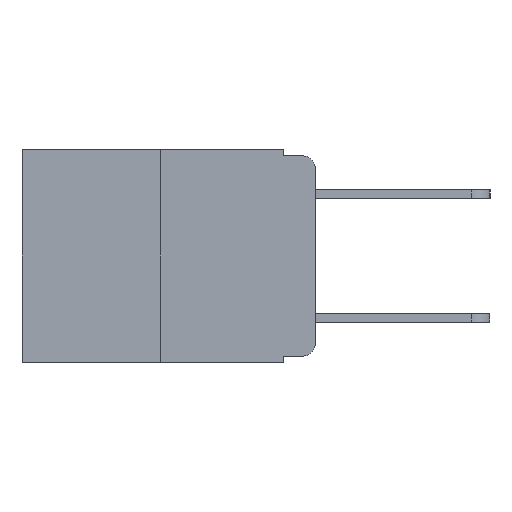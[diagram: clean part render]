
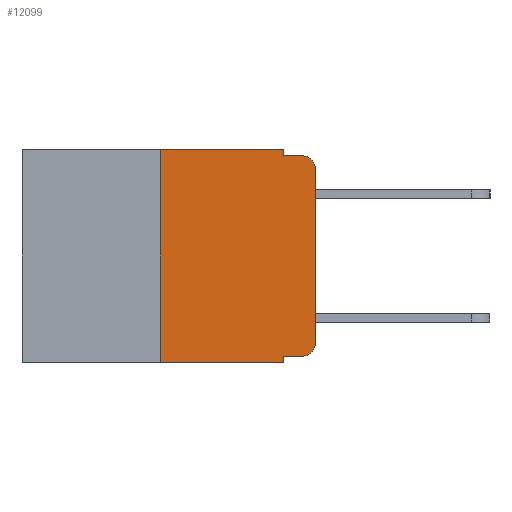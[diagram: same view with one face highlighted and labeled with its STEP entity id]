
A CAD part, left-side view. The second image highlights one B-rep face of the part: STEP entity #12099.
In plain terms, the highlighted planar face has unit normal (-1, 0, 0).
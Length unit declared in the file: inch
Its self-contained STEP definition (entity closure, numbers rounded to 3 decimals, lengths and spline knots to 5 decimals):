
#385 = ORIENTED_EDGE ( 'NONE', *, *, #11666, .T. ) ;
#614 = EDGE_CURVE ( 'NONE', #5185, #8286, #19047, .T. ) ;
#742 = VERTEX_POINT ( 'NONE', #12195 ) ;
#784 = LINE ( 'NONE', #6921, #10863 ) ;
#1755 = EDGE_CURVE ( 'NONE', #23929, #21260, #6281, .T. ) ;
#2002 = CARTESIAN_POINT ( 'NONE',  ( 0., 0., 0. ) ) ;
#2634 = ORIENTED_EDGE ( 'NONE', *, *, #22998, .F. ) ;
#3122 = EDGE_CURVE ( 'NONE', #4332, #23929, #14507, .T. ) ;
#3381 = VECTOR ( 'NONE', #24117, 39.37008 ) ;
#3437 = DIRECTION ( 'NONE',  ( -1., 0., 0. ) ) ;
#3511 = VECTOR ( 'NONE', #15565, 39.37008 ) ;
#3796 = VECTOR ( 'NONE', #8724, 39.37008 ) ;
#4220 = CARTESIAN_POINT ( 'NONE',  ( 0., 0.473, -0.343 ) ) ;
#4332 = VERTEX_POINT ( 'NONE', #16777 ) ;
#4408 = LINE ( 'NONE', #4220, #9100 ) ;
#4410 = CIRCLE ( 'NONE', #5563, 0.02 ) ;
#4506 = ORIENTED_EDGE ( 'NONE', *, *, #19783, .T. ) ;
#4943 = FACE_OUTER_BOUND ( 'NONE', #20675, .T. ) ;
#4969 = LINE ( 'NONE', #11700, #19834 ) ;
#5023 = PLANE ( 'NONE',  #12423 ) ;
#5185 = VERTEX_POINT ( 'NONE', #22826 ) ;
#5563 = AXIS2_PLACEMENT_3D ( 'NONE', #15215, #3437, #17094 ) ;
#6090 = CARTESIAN_POINT ( 'NONE',  ( 0., 0.473, 0. ) ) ;
#6108 = AXIS2_PLACEMENT_3D ( 'NONE', #7422, #23803, #23155 ) ;
#6163 = VECTOR ( 'NONE', #15338, 39.37008 ) ;
#6281 = CIRCLE ( 'NONE', #6108, 0.02 ) ;
#6756 = CARTESIAN_POINT ( 'NONE',  ( 0., 0.25, 0. ) ) ;
#6921 = CARTESIAN_POINT ( 'NONE',  ( 0., 0.051, -0.01 ) ) ;
#7052 = DIRECTION ( 'NONE',  ( 0., 0., -1. ) ) ;
#7422 = CARTESIAN_POINT ( 'NONE',  ( 0., 0.02, -0.03 ) ) ;
#8131 = VECTOR ( 'NONE', #8368, 39.37008 ) ;
#8218 = VERTEX_POINT ( 'NONE', #21150 ) ;
#8286 = VERTEX_POINT ( 'NONE', #11936 ) ;
#8363 = VERTEX_POINT ( 'NONE', #14065 ) ;
#8368 = DIRECTION ( 'NONE',  ( 0., 0., -1. ) ) ;
#8724 = DIRECTION ( 'NONE',  ( 0., 0., 1. ) ) ;
#8898 = DIRECTION ( 'NONE',  ( 0., -1., 0. ) ) ;
#9100 = VECTOR ( 'NONE', #23382, 39.37008 ) ;
#10326 = EDGE_CURVE ( 'NONE', #742, #4332, #4410, .T. ) ;
#10863 = VECTOR ( 'NONE', #8898, 39.37008 ) ;
#11466 = LINE ( 'NONE', #13456, #6163 ) ;
#11666 = EDGE_CURVE ( 'NONE', #22512, #742, #4969, .T. ) ;
#11700 = CARTESIAN_POINT ( 'NONE',  ( 0., 0.051, -0.333 ) ) ;
#11936 = CARTESIAN_POINT ( 'NONE',  ( 0., 0.051, 0. ) ) ;
#12099 = ADVANCED_FACE ( 'NONE', ( #4943 ), #5023, .F. ) ;
#12195 = CARTESIAN_POINT ( 'NONE',  ( 0., 0.02, -0.333 ) ) ;
#12423 = AXIS2_PLACEMENT_3D ( 'NONE', #14744, #18602, #7052 ) ;
#12635 = ORIENTED_EDGE ( 'NONE', *, *, #1755, .T. ) ;
#12945 = EDGE_CURVE ( 'NONE', #22512, #8218, #11466, .T. ) ;
#13197 = ORIENTED_EDGE ( 'NONE', *, *, #20520, .F. ) ;
#13358 = LINE ( 'NONE', #21740, #8131 ) ;
#13456 = CARTESIAN_POINT ( 'NONE',  ( 0., 0.051, 0. ) ) ;
#14065 = CARTESIAN_POINT ( 'NONE',  ( 0., 0.25, -0.343 ) ) ;
#14387 = ORIENTED_EDGE ( 'NONE', *, *, #16716, .F. ) ;
#14507 = LINE ( 'NONE', #2002, #3381 ) ;
#14662 = CARTESIAN_POINT ( 'NONE',  ( 0., 0.02, -0.01 ) ) ;
#14744 = CARTESIAN_POINT ( 'NONE',  ( 0., 0.473, 0. ) ) ;
#15215 = CARTESIAN_POINT ( 'NONE',  ( 0., 0.02, -0.313 ) ) ;
#15338 = DIRECTION ( 'NONE',  ( 0., 0., -1. ) ) ;
#15482 = DIRECTION ( 'NONE',  ( 0., -1., 0. ) ) ;
#15565 = DIRECTION ( 'NONE',  ( 0., -1., 0. ) ) ;
#16282 = VERTEX_POINT ( 'NONE', #20809 ) ;
#16716 = EDGE_CURVE ( 'NONE', #8363, #5185, #23654, .T. ) ;
#16728 = ORIENTED_EDGE ( 'NONE', *, *, #10326, .T. ) ;
#16777 = CARTESIAN_POINT ( 'NONE',  ( 0., 0., -0.313 ) ) ;
#17094 = DIRECTION ( 'NONE',  ( 0., 0., -1. ) ) ;
#18602 = DIRECTION ( 'NONE',  ( 1., 0., 0. ) ) ;
#18807 = ORIENTED_EDGE ( 'NONE', *, *, #614, .F. ) ;
#19047 = LINE ( 'NONE', #6090, #3511 ) ;
#19783 = EDGE_CURVE ( 'NONE', #8363, #8218, #4408, .T. ) ;
#19834 = VECTOR ( 'NONE', #15482, 39.37008 ) ;
#19992 = ORIENTED_EDGE ( 'NONE', *, *, #12945, .F. ) ;
#20520 = EDGE_CURVE ( 'NONE', #8286, #16282, #13358, .T. ) ;
#20675 = EDGE_LOOP ( 'NONE', ( #21424, #12635, #2634, #13197, #18807, #14387, #4506, #19992, #385, #16728 ) ) ;
#20714 = CARTESIAN_POINT ( 'NONE',  ( 0., 0.051, -0.333 ) ) ;
#20809 = CARTESIAN_POINT ( 'NONE',  ( 0., 0.051, -0.01 ) ) ;
#21150 = CARTESIAN_POINT ( 'NONE',  ( 0., 0.051, -0.343 ) ) ;
#21260 = VERTEX_POINT ( 'NONE', #14662 ) ;
#21424 = ORIENTED_EDGE ( 'NONE', *, *, #3122, .T. ) ;
#21740 = CARTESIAN_POINT ( 'NONE',  ( 0., 0.051, 0. ) ) ;
#22512 = VERTEX_POINT ( 'NONE', #20714 ) ;
#22826 = CARTESIAN_POINT ( 'NONE',  ( 0., 0.25, 0. ) ) ;
#22998 = EDGE_CURVE ( 'NONE', #16282, #21260, #784, .T. ) ;
#23089 = CARTESIAN_POINT ( 'NONE',  ( 0., 0., -0.03 ) ) ;
#23155 = DIRECTION ( 'NONE',  ( 0., 0., -1. ) ) ;
#23382 = DIRECTION ( 'NONE',  ( 0., -1., 0. ) ) ;
#23654 = LINE ( 'NONE', #6756, #3796 ) ;
#23803 = DIRECTION ( 'NONE',  ( -1., 0., 0. ) ) ;
#23929 = VERTEX_POINT ( 'NONE', #23089 ) ;
#24117 = DIRECTION ( 'NONE',  ( 0., 0., 1. ) ) ;
